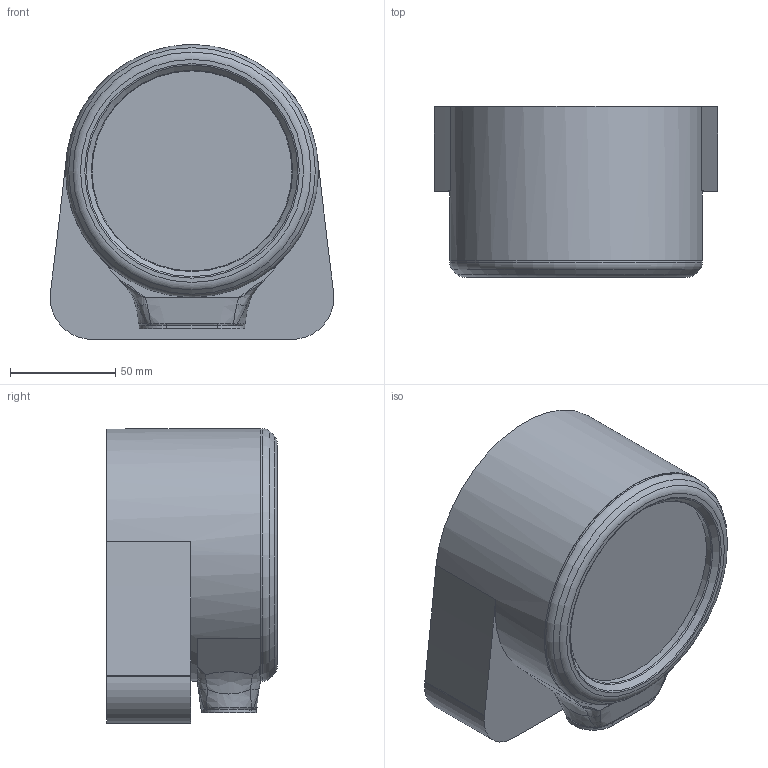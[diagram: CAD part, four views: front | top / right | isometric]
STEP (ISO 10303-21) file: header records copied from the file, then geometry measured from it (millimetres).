
FILE_DESCRIPTION(/* description */ (''),/* implementation_level */ '2;1');
FILE_NAME(/* name */ 'Treat Dispenser V2 v9.step',/* time_stamp */ '2024-04-16T11:39:16+08:00',/* author */ (''),/* organization */ (''),/* preprocessor_version */ 'ST-DEVELOPER v20',/* originating_system */ 'Autodesk Translation Framework v12.20.1.177',/* authorisation */ '');
FILE_SCHEMA (('AUTOMOTIVE_DESIGN { 1 0 10303 214 3 1 1 }'));
Length unit declared in the file: millimetre
Products named in the file (8): Treat Dispenser V2; Transparent; PCB; Main Shell; Rotor; Front face; Back cover; Component8
Assembly tree (7 placements, depth 2):
  Treat Dispenser V2
    Transparent
    PCB
    Main Shell
    Rotor
    Front face
    Back cover
    Component8
Bounding box: 134.65 x 81 x 140 mm (x, y, z)
Volume: 510686 mm3; surface area: 195468.5 mm2
Topology: 7 solids, 7 shells, 351 faces, 817 edges, 507 vertices
Faces by surface type: plane 112, bspline 101, cylinder 96, torus 28, cone 14
Full cylindrical faces by diameter (mm): 3 x8, 3.5 x10, 4 x6, 8 x7, 9.4 x1, 95 x1, 103 x1, 105 x1, 120 x2
Entity records: 14015 total; most frequent: CARTESIAN_POINT 6170, ORIENTED_EDGE 1634, DIRECTION 1467, EDGE_CURVE 817, AXIS2_PLACEMENT_3D 586, VERTEX_POINT 507, EDGE_LOOP 398, FACE_OUTER_BOUND 351
